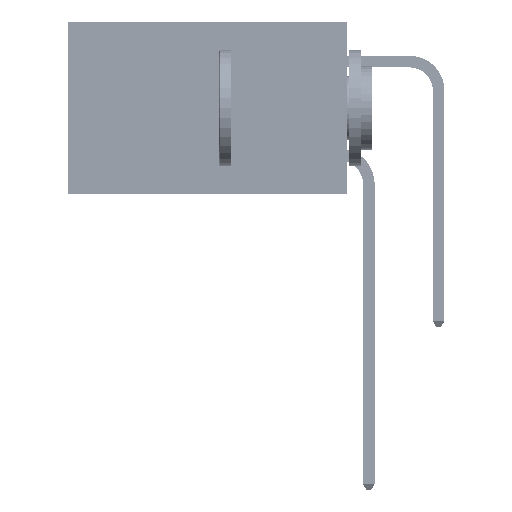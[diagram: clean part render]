
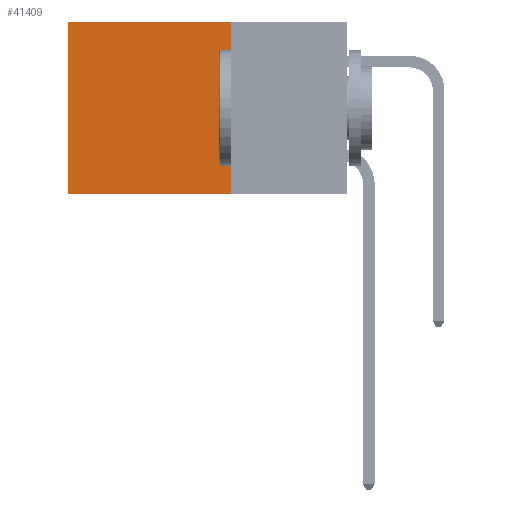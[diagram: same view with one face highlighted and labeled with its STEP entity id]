
A CAD part, left-side view. The second image highlights one B-rep face of the part: STEP entity #41409.
In plain terms, the highlighted planar face has unit normal (-1, 0, 0).
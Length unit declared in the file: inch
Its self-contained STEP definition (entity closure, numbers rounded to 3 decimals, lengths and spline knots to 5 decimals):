
#1029 = CARTESIAN_POINT ( 'NONE',  ( 0.2875, 0.25, 0. ) ) ;
#1828 = DIRECTION ( 'NONE',  ( 0., 0., -1. ) ) ;
#2717 = CARTESIAN_POINT ( 'NONE',  ( 0.2875, 0.25, 0. ) ) ;
#2879 = DIRECTION ( 'NONE',  ( 1., 0., 0. ) ) ;
#5398 = CARTESIAN_POINT ( 'NONE',  ( 0.2875, 0.25, 0. ) ) ;
#5919 = VECTOR ( 'NONE', #17923, 39.37008 ) ;
#6849 = ORIENTED_EDGE ( 'NONE', *, *, #30116, .T. ) ;
#10254 = LINE ( 'NONE', #5398, #36739 ) ;
#15927 = EDGE_CURVE ( 'NONE', #22260, #17726, #48811, .T. ) ;
#16664 = ORIENTED_EDGE ( 'NONE', *, *, #31617, .F. ) ;
#17726 = VERTEX_POINT ( 'NONE', #34256 ) ;
#17923 = DIRECTION ( 'NONE',  ( 0., 1., 0. ) ) ;
#18870 = VERTEX_POINT ( 'NONE', #23556 ) ;
#19758 = FACE_OUTER_BOUND ( 'NONE', #29304, .T. ) ;
#19788 = ORIENTED_EDGE ( 'NONE', *, *, #15927, .T. ) ;
#20301 = VECTOR ( 'NONE', #22625, 39.37008 ) ;
#20560 = LINE ( 'NONE', #50121, #21178 ) ;
#21178 = VECTOR ( 'NONE', #1828, 39.37008 ) ;
#22260 = VERTEX_POINT ( 'NONE', #34039 ) ;
#22625 = DIRECTION ( 'NONE',  ( 0., 1., 0. ) ) ;
#22953 = DIRECTION ( 'NONE',  ( 0., 0., -1. ) ) ;
#23556 = CARTESIAN_POINT ( 'NONE',  ( 0.2875, 0.25, -0.37 ) ) ;
#25745 = ORIENTED_EDGE ( 'NONE', *, *, #30225, .F. ) ;
#28949 = VERTEX_POINT ( 'NONE', #35431 ) ;
#29304 = EDGE_LOOP ( 'NONE', ( #6849, #16664, #25745, #19788 ) ) ;
#30116 = EDGE_CURVE ( 'NONE', #17726, #28949, #20560, .T. ) ;
#30225 = EDGE_CURVE ( 'NONE', #22260, #18870, #10254, .T. ) ;
#30596 = CARTESIAN_POINT ( 'NONE',  ( 0.2875, 0.25, -0.37 ) ) ;
#31617 = EDGE_CURVE ( 'NONE', #18870, #28949, #41765, .T. ) ;
#33178 = AXIS2_PLACEMENT_3D ( 'NONE', #2717, #2879, #22953 ) ;
#34039 = CARTESIAN_POINT ( 'NONE',  ( 0.2875, 0.25, 0. ) ) ;
#34256 = CARTESIAN_POINT ( 'NONE',  ( 0.2875, 0.6, 0. ) ) ;
#35431 = CARTESIAN_POINT ( 'NONE',  ( 0.2875, 0.6, -0.37 ) ) ;
#36739 = VECTOR ( 'NONE', #45604, 39.37008 ) ;
#38682 = PLANE ( 'NONE',  #33178 ) ;
#41409 = ADVANCED_FACE ( 'NONE', ( #19758 ), #38682, .F. ) ;
#41765 = LINE ( 'NONE', #30596, #20301 ) ;
#45604 = DIRECTION ( 'NONE',  ( 0., 0., -1. ) ) ;
#48811 = LINE ( 'NONE', #1029, #5919 ) ;
#50121 = CARTESIAN_POINT ( 'NONE',  ( 0.2875, 0.6, 0. ) ) ;
